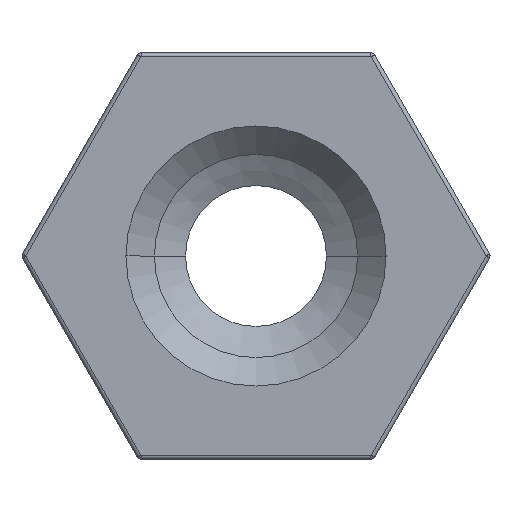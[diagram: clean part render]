
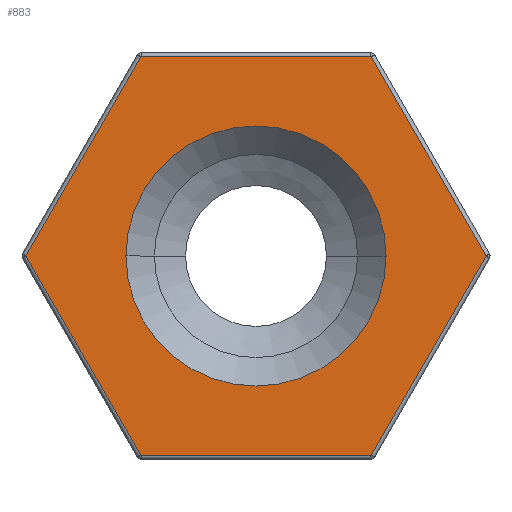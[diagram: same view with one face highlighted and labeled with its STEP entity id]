
A CAD part, left-side view. The second image highlights one B-rep face of the part: STEP entity #883.
In plain terms, the highlighted planar face has unit normal (-1, 0, 0).
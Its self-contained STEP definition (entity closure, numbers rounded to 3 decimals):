
#33 = VECTOR ( 'NONE', #520, 1000. ) ;
#52 = EDGE_CURVE ( 'NONE', #71, #113, #1377, .T. ) ;
#54 = ORIENTED_EDGE ( 'NONE', *, *, #177, .T. ) ;
#57 = EDGE_CURVE ( 'NONE', #377, #71, #1206, .T. ) ;
#64 = CARTESIAN_POINT ( 'NONE',  ( 0., -3.2, 0. ) ) ;
#71 = VERTEX_POINT ( 'NONE', #768 ) ;
#100 = EDGE_CURVE ( 'NONE', #336, #309, #933, .T. ) ;
#106 = DIRECTION ( 'NONE',  ( 0., 1., 0. ) ) ;
#113 = VERTEX_POINT ( 'NONE', #1340 ) ;
#133 = DIRECTION ( 'NONE',  ( 0., 1., 0. ) ) ;
#140 = DIRECTION ( 'NONE',  ( 1., 0., 0. ) ) ;
#145 = CARTESIAN_POINT ( 'NONE',  ( 0., 0., 0. ) ) ;
#156 = ORIENTED_EDGE ( 'NONE', *, *, #52, .T. ) ;
#157 = EDGE_CURVE ( 'NONE', #309, #336, #511, .T. ) ;
#166 = EDGE_CURVE ( 'NONE', #280, #377, #452, .T. ) ;
#177 = EDGE_CURVE ( 'NONE', #585, #280, #1423, .T. ) ;
#207 = CARTESIAN_POINT ( 'NONE',  ( 0., -2.829, -4.9 ) ) ;
#209 = LINE ( 'NONE', #583, #1356 ) ;
#212 = EDGE_CURVE ( 'NONE', #789, #585, #209, .T. ) ;
#216 = EDGE_CURVE ( 'NONE', #113, #789, #1046, .T. ) ;
#280 = VERTEX_POINT ( 'NONE', #207 ) ;
#309 = VERTEX_POINT ( 'NONE', #64 ) ;
#336 = VERTEX_POINT ( 'NONE', #1383 ) ;
#373 = ORIENTED_EDGE ( 'NONE', *, *, #157, .T. ) ;
#377 = VERTEX_POINT ( 'NONE', #979 ) ;
#384 = ORIENTED_EDGE ( 'NONE', *, *, #166, .T. ) ;
#433 = DIRECTION ( 'NONE',  ( 0., 0.5, 0.866 ) ) ;
#436 = CARTESIAN_POINT ( 'NONE',  ( 0., 0., 0. ) ) ;
#444 = PLANE ( 'NONE',  #1422 ) ;
#452 = LINE ( 'NONE', #1066, #1283 ) ;
#460 = DIRECTION ( 'NONE',  ( 1., 0., 0. ) ) ;
#462 = ORIENTED_EDGE ( 'NONE', *, *, #216, .T. ) ;
#476 = FACE_OUTER_BOUND ( 'NONE', #858, .T. ) ;
#508 = EDGE_LOOP ( 'NONE', ( #699, #373 ) ) ;
#511 = CIRCLE ( 'NONE', #773, 3.2 ) ;
#520 = DIRECTION ( 'NONE',  ( 0., 0.5, -0.866 ) ) ;
#548 = DIRECTION ( 'NONE',  ( 0., -0.5, -0.866 ) ) ;
#583 = CARTESIAN_POINT ( 'NONE',  ( 0., 4.244, -2.45 ) ) ;
#585 = VERTEX_POINT ( 'NONE', #1221 ) ;
#602 = CARTESIAN_POINT ( 'NONE',  ( 0., 4.244, 2.45 ) ) ;
#620 = CARTESIAN_POINT ( 'NONE',  ( 0., 5.658, 0. ) ) ;
#637 = CARTESIAN_POINT ( 'NONE',  ( 0., 0., 4.9 ) ) ;
#659 = DIRECTION ( 'NONE',  ( 0., 1., 0. ) ) ;
#689 = VECTOR ( 'NONE', #659, 1000. ) ;
#699 = ORIENTED_EDGE ( 'NONE', *, *, #100, .T. ) ;
#746 = ORIENTED_EDGE ( 'NONE', *, *, #212, .T. ) ;
#768 = CARTESIAN_POINT ( 'NONE',  ( 0., -2.829, 4.9 ) ) ;
#773 = AXIS2_PLACEMENT_3D ( 'NONE', #1080, #1077, #1075 ) ;
#789 = VERTEX_POINT ( 'NONE', #620 ) ;
#795 = ORIENTED_EDGE ( 'NONE', *, *, #57, .T. ) ;
#839 = CARTESIAN_POINT ( 'NONE',  ( 0., -4.244, 2.45 ) ) ;
#858 = EDGE_LOOP ( 'NONE', ( #795, #156, #462, #746, #54, #384 ) ) ;
#883 = ADVANCED_FACE ( 'NONE', ( #476, #1334 ), #444, .F. ) ;
#933 = CIRCLE ( 'NONE', #1150, 3.2 ) ;
#979 = CARTESIAN_POINT ( 'NONE',  ( 0., -5.658, 0. ) ) ;
#1035 = VECTOR ( 'NONE', #433, 1000. ) ;
#1046 = LINE ( 'NONE', #602, #33 ) ;
#1048 = DIRECTION ( 'NONE',  ( 0., -1., 0. ) ) ;
#1052 = CARTESIAN_POINT ( 'NONE',  ( 0., 0., -4.9 ) ) ;
#1066 = CARTESIAN_POINT ( 'NONE',  ( 0., -4.244, -2.45 ) ) ;
#1069 = DIRECTION ( 'NONE',  ( 0., -0.5, 0.866 ) ) ;
#1075 = DIRECTION ( 'NONE',  ( 0., 1., 0. ) ) ;
#1077 = DIRECTION ( 'NONE',  ( 1., 0., 0. ) ) ;
#1080 = CARTESIAN_POINT ( 'NONE',  ( 0., 0., 0. ) ) ;
#1150 = AXIS2_PLACEMENT_3D ( 'NONE', #145, #140, #133 ) ;
#1206 = LINE ( 'NONE', #839, #1035 ) ;
#1221 = CARTESIAN_POINT ( 'NONE',  ( 0., 2.829, -4.9 ) ) ;
#1283 = VECTOR ( 'NONE', #1069, 1000. ) ;
#1334 = FACE_BOUND ( 'NONE', #508, .T. ) ;
#1340 = CARTESIAN_POINT ( 'NONE',  ( 0., 2.829, 4.9 ) ) ;
#1356 = VECTOR ( 'NONE', #548, 1000. ) ;
#1377 = LINE ( 'NONE', #637, #689 ) ;
#1383 = CARTESIAN_POINT ( 'NONE',  ( 0., 3.2, 0. ) ) ;
#1410 = VECTOR ( 'NONE', #1048, 1000. ) ;
#1422 = AXIS2_PLACEMENT_3D ( 'NONE', #436, #460, #106 ) ;
#1423 = LINE ( 'NONE', #1052, #1410 ) ;
